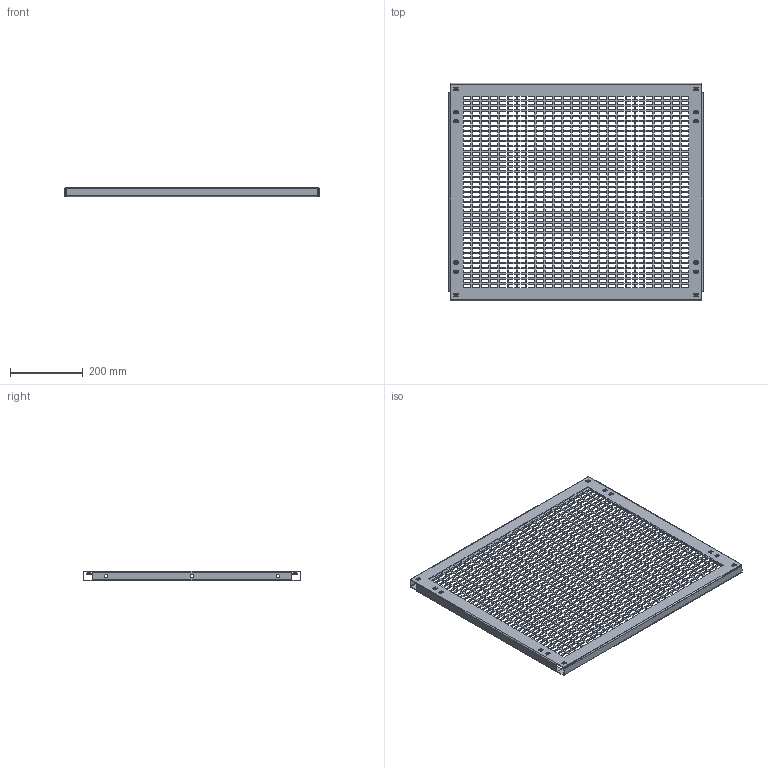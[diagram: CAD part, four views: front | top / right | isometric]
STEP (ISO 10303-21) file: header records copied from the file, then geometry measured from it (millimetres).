
FILE_DESCRIPTION (( 'STEP AP214' ), '1' );
FILE_NAME ('MP6P800 Ïàíåëü ìîíòàæíàÿ ïåðôîðèðîâàííàÿ.step', '2020-11-05T18:20:28', ( '' ), ( '' ), 'SwSTEP 2.0', 'SolidWorks 2019', '' );
FILE_SCHEMA (( 'AUTOMOTIVE_DESIGN' ));
Length unit declared in the file: millimetre
Products named in the file (16): AVT001.08.00.09 Ïàíåëü ìîíòàæíàÿ_00; MP6P800 Ïàíåëü ìîíòàæíàÿ ïåðôîðèðîâàííàÿ; Ãàéêà êëåòåâàÿ Ì6_3À; AVT001.08.00.09 Ïàíåëü ìîíòàæíàÿ
Assembly tree (13 placements, depth 2):
  MP6P800 Ïàíåëü ìîíòàæíàÿ ïåðôîðèðîâàííàÿ
    AVT001.08.00.09 Ïàíåëü ìîíòàæíàÿ_00
    Ãàéêà êëåòåâàÿ Ì6_3À  x12
  Ãàéêà êëåòåâàÿ Ì6_3À
  Ãàéêà êëåòåâàÿ Ì6_3À
  Ãàéêà êëåòåâàÿ Ì6_3À
  AVT001.08.00.09 Ïàíåëü ìîíòàæíàÿ
Bounding box: 700 x 600 x 27.4 mm (x, y, z)
Volume: 679191.7 mm3; surface area: 805372 mm2
Topology: 13 solids, 13 shells, 4606 faces, 13532 edges, 8952 vertices
Faces by surface type: plane 4338, cylinder 268
Entity records: 135187 total; most frequent: CARTESIAN_POINT 23869, ORIENTED_EDGE 23764, DIRECTION 19936, EDGE_CURVE 11882, LINE 11786, VECTOR 11786, VERTEX_POINT 7896, EDGE_LOOP 5928
